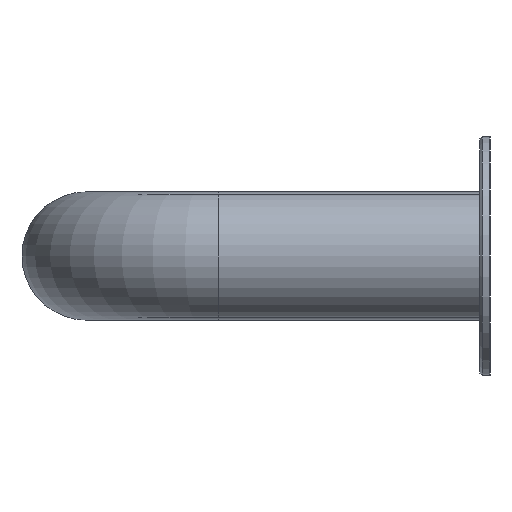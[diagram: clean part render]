
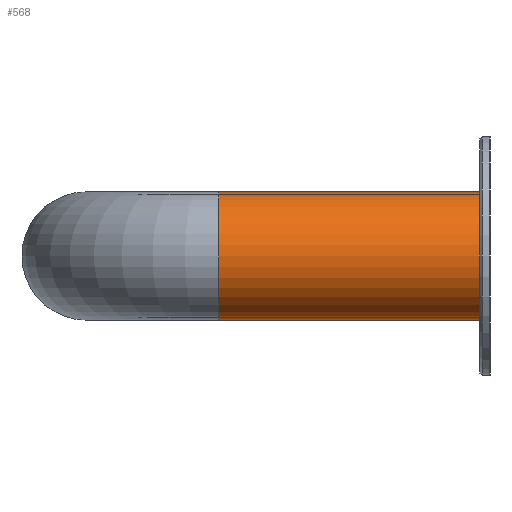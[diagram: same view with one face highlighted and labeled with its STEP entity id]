
A CAD part, left-side view. The second image highlights one B-rep face of the part: STEP entity #568.
In plain terms, the highlighted cylindrical face has radius 25.4 mm (diameter 50.8 mm), a full revolution.
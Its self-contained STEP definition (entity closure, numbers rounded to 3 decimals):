
#568=ADVANCED_FACE('',(#946,#948),#950,.T.);
#946=FACE_OUTER_BOUND('',#947,.T.);
#947=EDGE_LOOP('',(#1288));
#948=FACE_OUTER_BOUND('',#949,.T.);
#949=EDGE_LOOP('',(#1289));
#950=CYLINDRICAL_SURFACE('',#951,25.4);
#951=AXIS2_PLACEMENT_3D('',#952,#953,#954);
#952=CARTESIAN_POINT('',(0.,0.,0.));
#953=DIRECTION('',(-0.,-1.,-0.));
#954=DIRECTION('',(1.,0.,0.));
#1288=ORIENTED_EDGE('',*,*,#1379,.T.);
#1289=ORIENTED_EDGE('',*,*,#1377,.F.);
#1377=EDGE_CURVE('',#1433,#1433,#1434,.T.);
#1379=EDGE_CURVE('',#1437,#1437,#1438,.T.);
#1433=VERTEX_POINT('',#1552);
#1434=CIRCLE('',#1553,25.4);
#1437=VERTEX_POINT('',#1562);
#1438=CIRCLE('',#1563,25.4);
#1552=CARTESIAN_POINT('',(25.4,0.,0.));
#1553=AXIS2_PLACEMENT_3D('',#1554,#1555,#1556);
#1554=CARTESIAN_POINT('',(0.,0.,0.));
#1555=DIRECTION('',(0.,-1.,0.));
#1556=DIRECTION('',(1.,0.,0.));
#1562=CARTESIAN_POINT('',(25.4,107.4,0.));
#1563=AXIS2_PLACEMENT_3D('',#1564,#1565,#1566);
#1564=CARTESIAN_POINT('',(0.,107.4,0.));
#1565=DIRECTION('',(0.,-1.,0.));
#1566=DIRECTION('',(1.,0.,0.));
